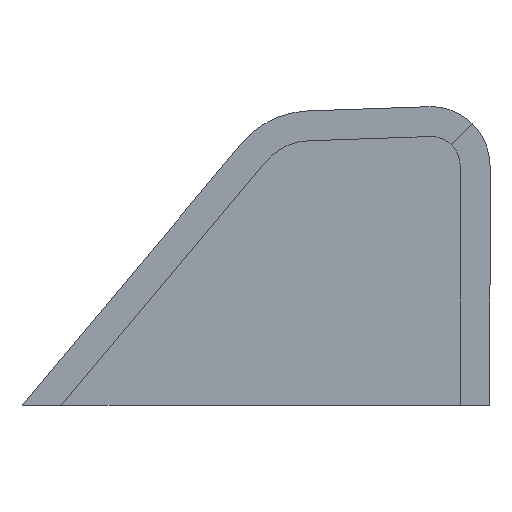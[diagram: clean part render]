
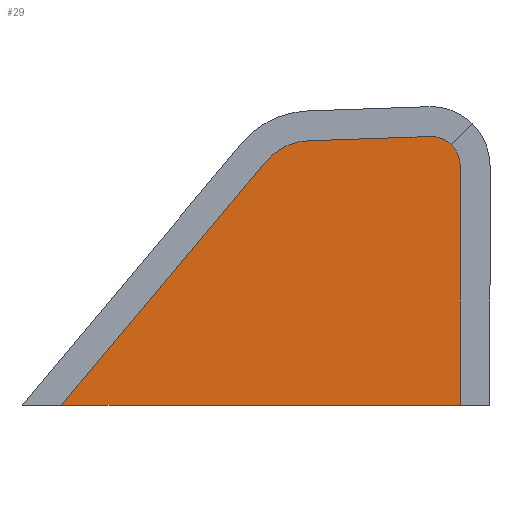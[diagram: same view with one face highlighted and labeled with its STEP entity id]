
A CAD part, top view. The second image highlights one B-rep face of the part: STEP entity #29.
In plain terms, the highlighted planar face has unit normal (0, 0, 1).
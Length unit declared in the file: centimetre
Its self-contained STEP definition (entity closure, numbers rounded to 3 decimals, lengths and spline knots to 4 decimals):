
#4 = FACE_OUTER_BOUND ( 'NONE', #172, .T. ) ;
#5 = AXIS2_PLACEMENT_3D ( 'NONE', #179, #9, #54 ) ;
#7 = VERTEX_POINT ( 'NONE', #189 ) ;
#8 = CARTESIAN_POINT ( 'NONE',  ( 0.7336, 0.4014, 0. ) ) ;
#9 = DIRECTION ( 'NONE',  ( 0., 0., -1. ) ) ;
#13 = AXIS2_PLACEMENT_3D ( 'NONE', #132, #102, #87 ) ;
#18 = ORIENTED_EDGE ( 'NONE', *, *, #109, .F. ) ;
#21 = CARTESIAN_POINT ( 'NONE',  ( 0.7336, 0.4014, 0. ) ) ;
#22 = DIRECTION ( 'NONE',  ( 0.999, 0.035, 0. ) ) ;
#23 = DIRECTION ( 'NONE',  ( 0., -1., 0. ) ) ;
#25 = LINE ( 'NONE', #26, #186 ) ;
#26 = CARTESIAN_POINT ( 'NONE',  ( 0.6832, 0.45, 0. ) ) ;
#29 = ADVANCED_FACE ( 'NONE', ( #4 ), #171, .T. ) ;
#31 = CARTESIAN_POINT ( 'NONE',  ( 0.6849, 0.4014, 0. ) ) ;
#32 = ORIENTED_EDGE ( 'NONE', *, *, #174, .F. ) ;
#33 = VERTEX_POINT ( 'NONE', #191 ) ;
#37 = DIRECTION ( 'NONE',  ( 1., 0., 0. ) ) ;
#47 = VERTEX_POINT ( 'NONE', #103 ) ;
#48 = VERTEX_POINT ( 'NONE', #144 ) ;
#49 = VERTEX_POINT ( 'NONE', #8 ) ;
#51 = LINE ( 'NONE', #21, #200 ) ;
#54 = DIRECTION ( 'NONE',  ( 1., 0., 0. ) ) ;
#64 = DIRECTION ( 'NONE',  ( 0., 0., 1. ) ) ;
#73 = CARTESIAN_POINT ( 'NONE',  ( 0.6832, 0.45, 0. ) ) ;
#84 = EDGE_CURVE ( 'NONE', #48, #7, #153, .T. ) ;
#87 = DIRECTION ( 'NONE',  ( 1., 0., 0. ) ) ;
#93 = EDGE_CURVE ( 'NONE', #173, #33, #138, .T. ) ;
#94 = CIRCLE ( 'NONE', #5, 0.0487 ) ;
#98 = ORIENTED_EDGE ( 'NONE', *, *, #168, .F. ) ;
#99 = ORIENTED_EDGE ( 'NONE', *, *, #129, .F. ) ;
#100 = CARTESIAN_POINT ( 'NONE',  ( 0.5189, 0.5406, 0. ) ) ;
#102 = DIRECTION ( 'NONE',  ( 0., 0., -1. ) ) ;
#103 = CARTESIAN_POINT ( 'NONE',  ( 0.0653, 0., 0. ) ) ;
#105 = LINE ( 'NONE', #118, #142 ) ;
#109 = EDGE_CURVE ( 'NONE', #47, #48, #178, .T. ) ;
#110 = ORIENTED_EDGE ( 'NONE', *, *, #84, .F. ) ;
#118 = CARTESIAN_POINT ( 'NONE',  ( 0., 0., 0. ) ) ;
#123 = DIRECTION ( 'NONE',  ( 1., 0., 0. ) ) ;
#127 = ORIENTED_EDGE ( 'NONE', *, *, #93, .F. ) ;
#128 = DIRECTION ( 'NONE',  ( 1., 0., 0. ) ) ;
#129 = EDGE_CURVE ( 'NONE', #49, #175, #51, .T. ) ;
#132 = CARTESIAN_POINT ( 'NONE',  ( 0.4836, 0.343, 0. ) ) ;
#135 = AXIS2_PLACEMENT_3D ( 'NONE', #31, #64, #123 ) ;
#138 = CIRCLE ( 'NONE', #145, 0.0487 ) ;
#140 = ORIENTED_EDGE ( 'NONE', *, *, #184, .T. ) ;
#142 = VECTOR ( 'NONE', #37, 100. ) ;
#144 = CARTESIAN_POINT ( 'NONE',  ( 0.407, 0.4073, 0. ) ) ;
#145 = AXIS2_PLACEMENT_3D ( 'NONE', #194, #180, #128 ) ;
#149 = CARTESIAN_POINT ( 'NONE',  ( 0.7336, 0., 0. ) ) ;
#153 = CIRCLE ( 'NONE', #13, 0.1 ) ;
#162 = DIRECTION ( 'NONE',  ( 0.643, 0.766, 0. ) ) ;
#166 = VECTOR ( 'NONE', #162, 100. ) ;
#168 = EDGE_CURVE ( 'NONE', #7, #173, #25, .T. ) ;
#171 = PLANE ( 'NONE',  #135 ) ;
#172 = EDGE_LOOP ( 'NONE', ( #18, #140, #99, #32, #127, #98, #110 ) ) ;
#173 = VERTEX_POINT ( 'NONE', #73 ) ;
#174 = EDGE_CURVE ( 'NONE', #33, #49, #94, .T. ) ;
#175 = VERTEX_POINT ( 'NONE', #149 ) ;
#178 = LINE ( 'NONE', #100, #166 ) ;
#179 = CARTESIAN_POINT ( 'NONE',  ( 0.6849, 0.4014, 0. ) ) ;
#180 = DIRECTION ( 'NONE',  ( 0., 0., -1. ) ) ;
#184 = EDGE_CURVE ( 'NONE', #47, #175, #105, .T. ) ;
#186 = VECTOR ( 'NONE', #22, 100. ) ;
#189 = CARTESIAN_POINT ( 'NONE',  ( 0.4801, 0.4429, 0. ) ) ;
#191 = CARTESIAN_POINT ( 'NONE',  ( 0.7188, 0.4364, 0. ) ) ;
#194 = CARTESIAN_POINT ( 'NONE',  ( 0.6849, 0.4014, 0. ) ) ;
#200 = VECTOR ( 'NONE', #23, 100. ) ;
